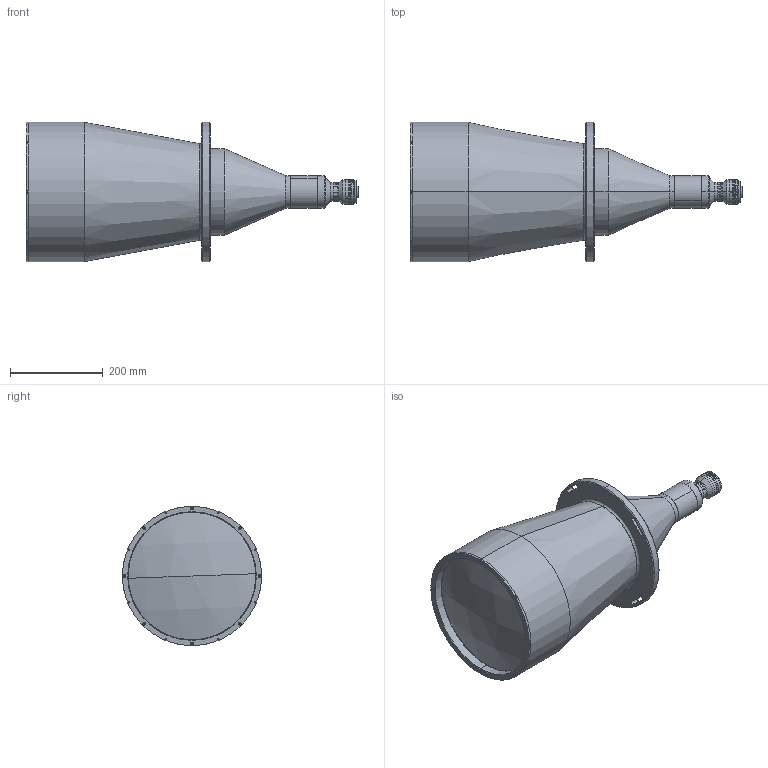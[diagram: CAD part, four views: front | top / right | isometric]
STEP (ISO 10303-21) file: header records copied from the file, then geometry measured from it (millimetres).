
FILE_DESCRIPTION (( 'STEP AP203' ), '1' );
FILE_NAME ('XF-PTL26816-C.STEP', '2019-07-22T01:08:53', ( 'puyufan' ), ( '' ), 'SwSTEP 2.0', 'SolidWorks 2014', '' );
FILE_SCHEMA (( 'CONFIG_CONTROL_DESIGN' ));
Length unit declared in the file: millimetre
Products named in the file (1): XF-PTL26816-C
Bounding box: 715.08 x 300 x 300 mm (x, y, z)
Surface area: 662724.6 mm2 (no closed solid volume)
Topology: 0 solids, 53 shells, 315 faces, 1419 edges, 1142 vertices
Faces by surface type: cylinder 147, plane 96, torus 38, cone 30, sphere 4
Entity records: 19521 total; most frequent: CARTESIAN_POINT 8007, DIRECTION 2431, ORIENTED_EDGE 1999, EDGE_CURVE 1407, VERTEX_POINT 1142, AXIS2_PLACEMENT_3D 942, CIRCLE 626, VECTOR 547
